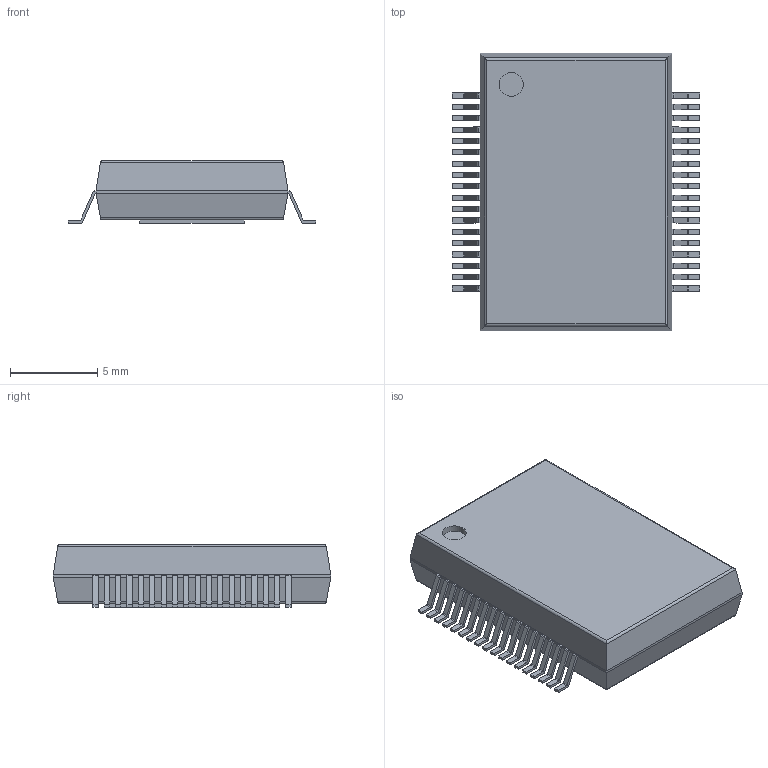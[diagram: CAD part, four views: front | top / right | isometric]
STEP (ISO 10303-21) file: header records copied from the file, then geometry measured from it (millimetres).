
FILE_DESCRIPTION(('FreeCAD Model'),'2;1');
FILE_NAME('698054.1.1.stp','2021-01-27T12:16:20',( 'Author'),(''),'Open CASCADE STEP processor 6.9','FreeCAD','Unknown' );
FILE_SCHEMA(('AUTOMOTIVE_DESIGN { 1 0 10303 214 1 1 1 1 }'));
Length unit declared in the file: millimetre
Products named in the file (4): ASSEMBLY; Body; PinsArrayLR; ThermalPad
Assembly tree (3 placements, depth 2):
  ASSEMBLY
    Body
    PinsArrayLR
    ThermalPad
Bounding box: 14.2 x 15.9 x 3.6 mm (x, y, z)
Volume: 586 mm3; surface area: 712.2 mm2
Topology: 38 solids, 38 shells, 498 faces, 1247 edges, 826 vertices
Faces by surface type: plane 381, cylinder 117
Full cylindrical faces by diameter (mm): 1.375 x1
Entity records: 31641 total; most frequent: CARTESIAN_POINT 5921, DIRECTION 4771, LINE 3205, VECTOR 3205, ORIENTED_EDGE 2494, PCURVE 2494, DEFINITIONAL_REPRESENTATION 2494, EDGE_CURVE 1247
